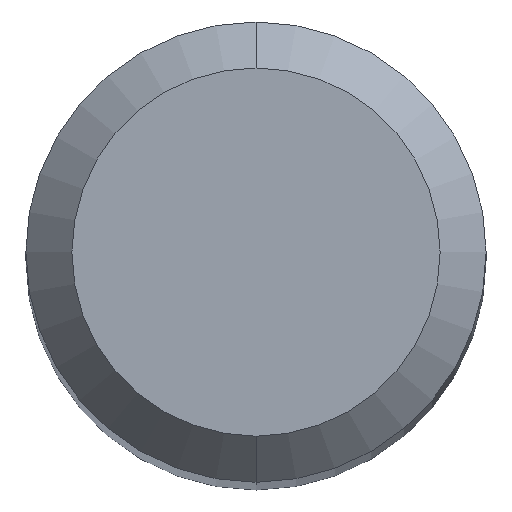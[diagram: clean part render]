
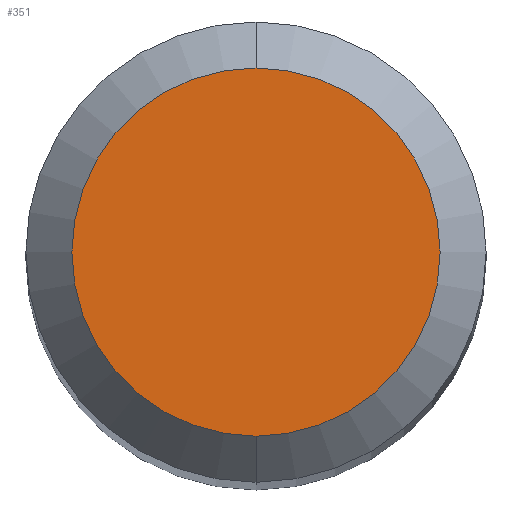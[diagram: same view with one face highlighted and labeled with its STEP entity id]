
A CAD part, top view. The second image highlights one B-rep face of the part: STEP entity #351.
In plain terms, the highlighted planar face has unit normal (0, 0, 1).
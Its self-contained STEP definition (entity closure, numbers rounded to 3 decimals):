
#191=EDGE_CURVE('',#359,#343,#499,.T.);
#203=EDGE_CURVE('',#343,#359,#512,.T.);
#343=VERTEX_POINT('',#665);
#351=ADVANCED_FACE('',(#674),#675,.T.);
#359=VERTEX_POINT('',#684);
#499=CIRCLE('',#860,1.2);
#512=CIRCLE('',#881,1.2);
#665=CARTESIAN_POINT('',(0.0,1.2,0.0));
#674=FACE_OUTER_BOUND('',#1196,.T.);
#675=PLANE('',#1197);
#684=CARTESIAN_POINT('',(0.,-1.2,0.0));
#860=AXIS2_PLACEMENT_3D('',#1456,#1457,#1458);
#881=AXIS2_PLACEMENT_3D('',#1472,#1473,#1474);
#1196=EDGE_LOOP('',(#1656,#1657));
#1197=AXIS2_PLACEMENT_3D('',#1658,#1659,#1660);
#1456=CARTESIAN_POINT('',(0.0,0.0,0.0));
#1457=DIRECTION('',(0.0,0.0,-1.0));
#1458=DIRECTION('',(0.0,1.0,0.0));
#1472=CARTESIAN_POINT('',(0.0,0.0,0.0));
#1473=DIRECTION('',(0.0,0.0,-1.0));
#1474=DIRECTION('',(0.0,1.0,0.0));
#1656=ORIENTED_EDGE('',*,*,#203,.F.);
#1657=ORIENTED_EDGE('',*,*,#191,.F.);
#1658=CARTESIAN_POINT('',(0.0,0.6,0.0));
#1659=DIRECTION('',(-0.0,0.0,1.0));
#1660=DIRECTION('',(0.0,-1.0,0.0));
